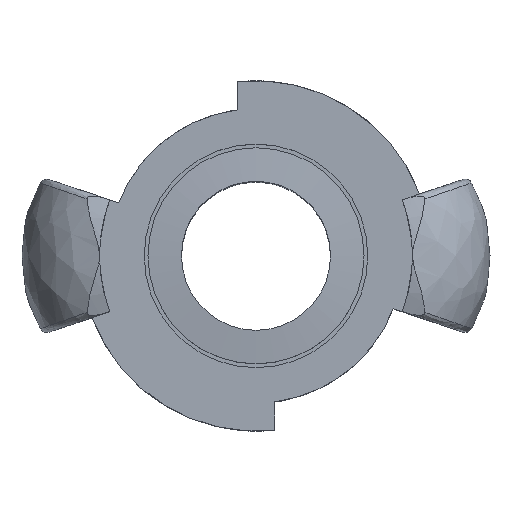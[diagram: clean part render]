
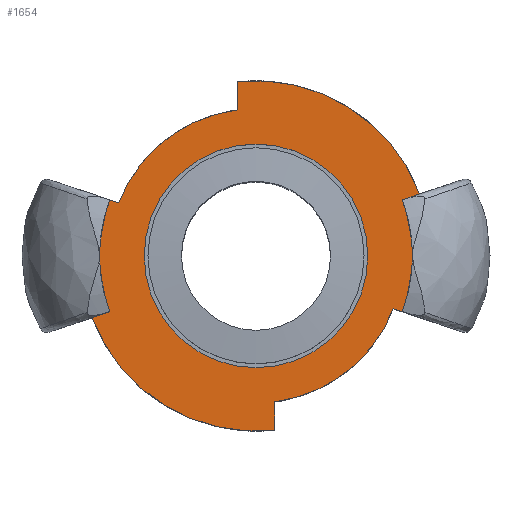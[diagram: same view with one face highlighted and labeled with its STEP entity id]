
A CAD part, top view. The second image highlights one B-rep face of the part: STEP entity #1654.
In plain terms, the highlighted planar face has unit normal (0, 0, 1).
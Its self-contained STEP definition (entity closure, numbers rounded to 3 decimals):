
#41=FACE_BOUND('',#319,.T.);
#154=PLANE('',#1814);
#229=FACE_OUTER_BOUND('',#318,.T.);
#318=EDGE_LOOP('',(#1393,#1394,#1395,#1396,#1397,#1398,#1399,#1400,#1401,
#1402,#1403,#1404));
#319=EDGE_LOOP('',(#1405,#1406));
#379=LINE('',#3413,#460);
#383=LINE('',#3521,#464);
#386=LINE('',#3528,#467);
#391=LINE('',#3537,#472);
#397=LINE('',#3587,#478);
#401=LINE('',#3615,#482);
#460=VECTOR('',#2089,10.);
#464=VECTOR('',#2101,10.);
#467=VECTOR('',#2106,10.);
#472=VECTOR('',#2113,10.);
#478=VECTOR('',#2125,10.);
#482=VECTOR('',#2133,10.);
#540=CIRCLE('',#1773,15.);
#541=CIRCLE('',#1774,15.);
#542=CIRCLE('',#1776,19.75);
#545=CIRCLE('',#1780,19.75);
#551=CIRCLE('',#1798,23.514);
#554=CIRCLE('',#1804,23.497);
#558=CIRCLE('',#1815,25.5);
#559=CIRCLE('',#1816,25.5);
#682=VERTEX_POINT('',#3219);
#683=VERTEX_POINT('',#3220);
#684=VERTEX_POINT('',#3225);
#685=VERTEX_POINT('',#3227);
#691=VERTEX_POINT('',#3275);
#692=VERTEX_POINT('',#3277);
#702=VERTEX_POINT('',#3411);
#708=VERTEX_POINT('',#3519);
#710=VERTEX_POINT('',#3525);
#711=VERTEX_POINT('',#3527);
#713=VERTEX_POINT('',#3533);
#718=VERTEX_POINT('',#3583);
#722=VERTEX_POINT('',#3612);
#723=VERTEX_POINT('',#3614);
#888=EDGE_CURVE('',#682,#683,#540,.T.);
#889=EDGE_CURVE('',#683,#682,#541,.T.);
#892=EDGE_CURVE('',#684,#685,#542,.T.);
#900=EDGE_CURVE('',#691,#692,#545,.T.);
#913=EDGE_CURVE('',#702,#684,#379,.T.);
#922=EDGE_CURVE('',#708,#691,#383,.T.);
#925=EDGE_CURVE('',#710,#711,#386,.T.);
#930=EDGE_CURVE('',#713,#692,#391,.T.);
#938=EDGE_CURVE('',#718,#685,#397,.T.);
#943=EDGE_CURVE('',#722,#723,#401,.T.);
#950=EDGE_CURVE('',#710,#713,#551,.T.);
#953=EDGE_CURVE('',#722,#718,#554,.T.);
#963=EDGE_CURVE('',#723,#708,#558,.T.);
#964=EDGE_CURVE('',#711,#702,#559,.T.);
#1393=ORIENTED_EDGE('',*,*,#950,.T.);
#1394=ORIENTED_EDGE('',*,*,#930,.T.);
#1395=ORIENTED_EDGE('',*,*,#900,.F.);
#1396=ORIENTED_EDGE('',*,*,#922,.F.);
#1397=ORIENTED_EDGE('',*,*,#963,.F.);
#1398=ORIENTED_EDGE('',*,*,#943,.F.);
#1399=ORIENTED_EDGE('',*,*,#953,.T.);
#1400=ORIENTED_EDGE('',*,*,#938,.T.);
#1401=ORIENTED_EDGE('',*,*,#892,.F.);
#1402=ORIENTED_EDGE('',*,*,#913,.F.);
#1403=ORIENTED_EDGE('',*,*,#964,.F.);
#1404=ORIENTED_EDGE('',*,*,#925,.F.);
#1405=ORIENTED_EDGE('',*,*,#888,.T.);
#1406=ORIENTED_EDGE('',*,*,#889,.T.);
#1654=ADVANCED_FACE('',(#229,#41),#154,.F.);
#1773=AXIS2_PLACEMENT_3D('',#3221,#2057,#2058);
#1774=AXIS2_PLACEMENT_3D('',#3222,#2059,#2060);
#1776=AXIS2_PLACEMENT_3D('',#3228,#2065,#2066);
#1780=AXIS2_PLACEMENT_3D('',#3278,#2076,#2077);
#1798=AXIS2_PLACEMENT_3D('',#3644,#2144,#2145);
#1804=AXIS2_PLACEMENT_3D('',#3650,#2156,#2157);
#1814=AXIS2_PLACEMENT_3D('',#3704,#2180,#2181);
#1815=AXIS2_PLACEMENT_3D('',#3705,#2182,#2183);
#1816=AXIS2_PLACEMENT_3D('',#3706,#2184,#2185);
#2057=DIRECTION('center_axis',(0.,0.,-1.));
#2058=DIRECTION('ref_axis',(0.,-1.,0.));
#2059=DIRECTION('center_axis',(0.,0.,-1.));
#2060=DIRECTION('ref_axis',(0.,-1.,0.));
#2065=DIRECTION('center_axis',(0.,0.,-1.));
#2066=DIRECTION('ref_axis',(-1.,0.,0.));
#2076=DIRECTION('center_axis',(0.,0.,-1.));
#2077=DIRECTION('ref_axis',(-1.,0.,0.));
#2089=DIRECTION('',(0.948,-0.319,0.));
#2101=DIRECTION('',(-0.948,0.319,0.));
#2106=DIRECTION('',(-0.948,-0.319,0.));
#2113=DIRECTION('',(0.,1.,0.));
#2125=DIRECTION('',(0.,-1.,0.));
#2133=DIRECTION('',(0.948,0.319,0.));
#2144=DIRECTION('center_axis',(0.,0.,1.));
#2145=DIRECTION('ref_axis',(-0.936,-0.353,0.));
#2156=DIRECTION('center_axis',(0.,0.,1.));
#2157=DIRECTION('ref_axis',(0.936,0.353,0.));
#2180=DIRECTION('center_axis',(0.,0.,-1.));
#2181=DIRECTION('ref_axis',(-1.,0.,0.));
#2182=DIRECTION('center_axis',(0.,0.,-1.));
#2183=DIRECTION('ref_axis',(0.,-1.,0.));
#2184=DIRECTION('center_axis',(0.,0.,-1.));
#2185=DIRECTION('ref_axis',(0.,-1.,0.));
#3219=CARTESIAN_POINT('',(0.,-15.,0.));
#3220=CARTESIAN_POINT('',(0.,15.,0.));
#3221=CARTESIAN_POINT('Origin',(0.,0.,0.));
#3222=CARTESIAN_POINT('Origin',(0.,0.,0.));
#3225=CARTESIAN_POINT('',(-18.429,7.101,0.));
#3227=CARTESIAN_POINT('',(-2.5,19.591,0.));
#3228=CARTESIAN_POINT('Origin',(0.,0.,0.));
#3275=CARTESIAN_POINT('',(18.429,-7.101,0.));
#3277=CARTESIAN_POINT('',(2.5,-19.591,0.));
#3278=CARTESIAN_POINT('Origin',(0.,0.,0.));
#3411=CARTESIAN_POINT('',(-23.883,8.937,0.));
#3413=CARTESIAN_POINT('',(-12.197,5.002,0.));
#3519=CARTESIAN_POINT('',(23.883,-8.937,0.));
#3521=CARTESIAN_POINT('',(16.054,-6.301,0.));
#3525=CARTESIAN_POINT('',(-22.,-8.303,0.));
#3527=CARTESIAN_POINT('',(-23.883,-8.937,0.));
#3528=CARTESIAN_POINT('',(-11.008,-4.601,0.));
#3533=CARTESIAN_POINT('',(2.5,-23.381,0.));
#3537=CARTESIAN_POINT('',(2.5,0.,0.));
#3583=CARTESIAN_POINT('',(-2.5,23.364,0.));
#3587=CARTESIAN_POINT('',(-2.5,0.,0.));
#3612=CARTESIAN_POINT('',(21.984,8.298,0.));
#3614=CARTESIAN_POINT('',(23.883,8.937,0.));
#3615=CARTESIAN_POINT('',(7.151,3.302,0.));
#3644=CARTESIAN_POINT('Origin',(0.,0.,0.));
#3650=CARTESIAN_POINT('Origin',(0.,0.,0.));
#3704=CARTESIAN_POINT('Origin',(0.,-12.75,0.));
#3705=CARTESIAN_POINT('Origin',(0.,0.,0.));
#3706=CARTESIAN_POINT('Origin',(0.,0.,0.));
